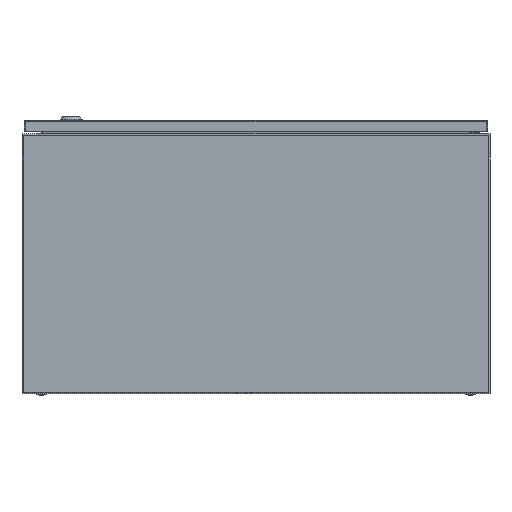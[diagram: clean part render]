
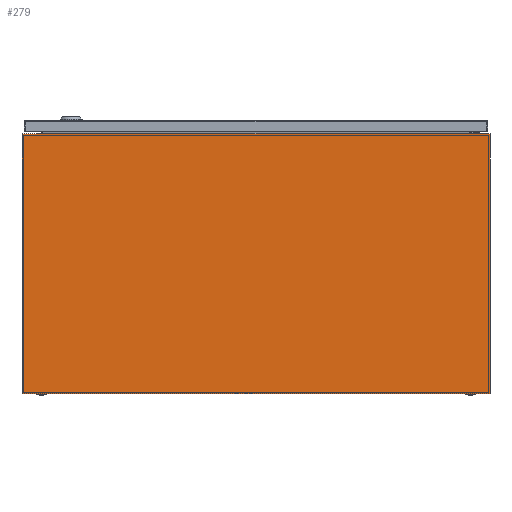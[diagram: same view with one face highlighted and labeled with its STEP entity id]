
A CAD part, front view. The second image highlights one B-rep face of the part: STEP entity #279.
In plain terms, the highlighted planar face has unit normal (0, -1, 0).
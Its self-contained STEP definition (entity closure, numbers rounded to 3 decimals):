
#279 = ADVANCED_FACE ( 'NONE', ( #31449 ), #8253, .F. ) ;
#896 = ORIENTED_EDGE ( 'NONE', *, *, #16038, .T. ) ;
#921 = DIRECTION ( 'NONE',  ( 0., 0., -1. ) ) ;
#2149 = CARTESIAN_POINT ( 'NONE',  ( 0., 0., 0. ) ) ;
#4676 = LINE ( 'NONE', #42426, #7485 ) ;
#4976 = DIRECTION ( 'NONE',  ( 1., 0., 0. ) ) ;
#7485 = VECTOR ( 'NONE', #921, 1000. ) ;
#8253 = PLANE ( 'NONE',  #15829 ) ;
#9851 = EDGE_LOOP ( 'NONE', ( #10172, #48261, #896, #35916 ) ) ;
#10172 = ORIENTED_EDGE ( 'NONE', *, *, #37854, .F. ) ;
#10910 = EDGE_CURVE ( 'NONE', #23960, #28245, #15699, .T. ) ;
#12624 = EDGE_CURVE ( 'NONE', #13857, #22653, #36400, .T. ) ;
#13410 = LINE ( 'NONE', #40407, #28106 ) ;
#13857 = VERTEX_POINT ( 'NONE', #40376 ) ;
#15699 = LINE ( 'NONE', #38955, #39914 ) ;
#15738 = DIRECTION ( 'NONE',  ( 0., 1., 0. ) ) ;
#15829 = AXIS2_PLACEMENT_3D ( 'NONE', #46524, #15738, #30964 ) ;
#16038 = EDGE_CURVE ( 'NONE', #23960, #13857, #4676, .T. ) ;
#21162 = DIRECTION ( 'NONE',  ( 0., 0., -1. ) ) ;
#22653 = VERTEX_POINT ( 'NONE', #33652 ) ;
#23636 = CARTESIAN_POINT ( 'NONE',  ( 600., 0., 333. ) ) ;
#23960 = VERTEX_POINT ( 'NONE', #43184 ) ;
#28106 = VECTOR ( 'NONE', #21162, 1000. ) ;
#28245 = VERTEX_POINT ( 'NONE', #23636 ) ;
#30964 = DIRECTION ( 'NONE',  ( 0., 0., 1. ) ) ;
#31449 = FACE_OUTER_BOUND ( 'NONE', #9851, .T. ) ;
#33652 = CARTESIAN_POINT ( 'NONE',  ( 600., 0., 0. ) ) ;
#35916 = ORIENTED_EDGE ( 'NONE', *, *, #12624, .T. ) ;
#35942 = VECTOR ( 'NONE', #44173, 1000. ) ;
#36400 = LINE ( 'NONE', #2149, #35942 ) ;
#37854 = EDGE_CURVE ( 'NONE', #28245, #22653, #13410, .T. ) ;
#38955 = CARTESIAN_POINT ( 'NONE',  ( 0., 0., 333. ) ) ;
#39914 = VECTOR ( 'NONE', #4976, 1000. ) ;
#40376 = CARTESIAN_POINT ( 'NONE',  ( 0., 0., 0. ) ) ;
#40407 = CARTESIAN_POINT ( 'NONE',  ( 600., 0., 333. ) ) ;
#42426 = CARTESIAN_POINT ( 'NONE',  ( 0., 0., 333. ) ) ;
#43184 = CARTESIAN_POINT ( 'NONE',  ( 0., 0., 333. ) ) ;
#44173 = DIRECTION ( 'NONE',  ( 1., 0., 0. ) ) ;
#46524 = CARTESIAN_POINT ( 'NONE',  ( 0., 0., 333. ) ) ;
#48261 = ORIENTED_EDGE ( 'NONE', *, *, #10910, .F. ) ;
